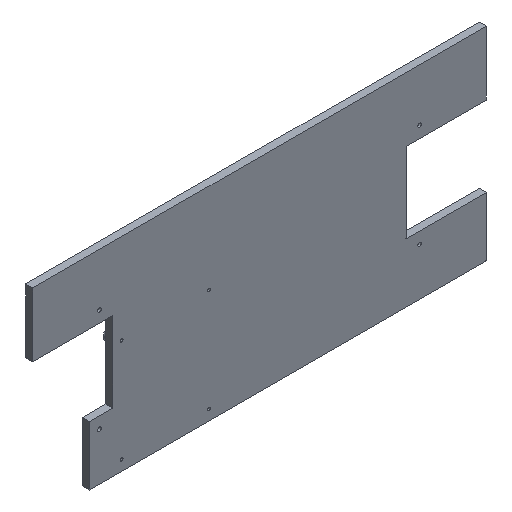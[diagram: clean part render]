
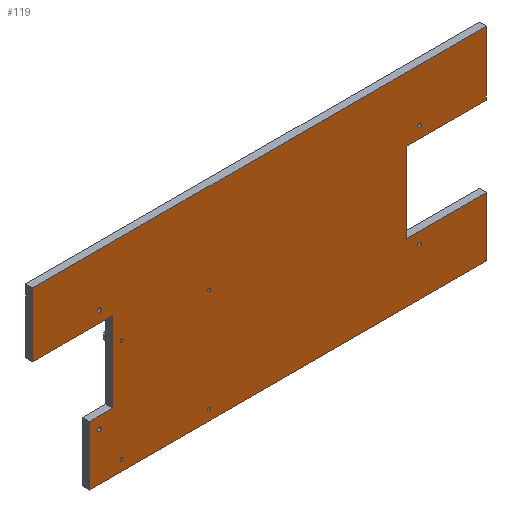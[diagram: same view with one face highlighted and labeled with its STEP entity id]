
A CAD part, isometric view. The second image highlights one B-rep face of the part: STEP entity #119.
In plain terms, the highlighted planar face has unit normal (0, -1, 0).
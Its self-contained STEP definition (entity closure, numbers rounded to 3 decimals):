
#22 = VERTEX_POINT('',#23);
#23 = CARTESIAN_POINT('',(82.5,4.,-22.5));
#40 = VERTEX_POINT('',#41);
#41 = CARTESIAN_POINT('',(82.5,4.,22.5));
#47 = EDGE_CURVE('',#22,#40,#48,.T.);
#48 = LINE('',#49,#50);
#49 = CARTESIAN_POINT('',(82.5,4.,-22.5));
#50 = VECTOR('',#51,1.);
#51 = DIRECTION('',(0.,0.,1.));
#71 = VERTEX_POINT('',#72);
#72 = CARTESIAN_POINT('',(127.5,4.,-22.5));
#78 = EDGE_CURVE('',#22,#71,#79,.T.);
#79 = LINE('',#80,#81);
#80 = CARTESIAN_POINT('',(82.5,4.,-22.5));
#81 = VECTOR('',#82,1.);
#82 = DIRECTION('',(1.,0.,0.));
#102 = VERTEX_POINT('',#103);
#103 = CARTESIAN_POINT('',(127.5,4.,22.5));
#109 = EDGE_CURVE('',#40,#102,#110,.T.);
#110 = LINE('',#111,#112);
#111 = CARTESIAN_POINT('',(82.5,4.,22.5));
#112 = VECTOR('',#113,1.);
#113 = DIRECTION('',(1.,0.,0.));
#119 = ADVANCED_FACE('',(#120,#195,#206,#217,#228,#239,#250,#261,#272),
  #283,.F.);
#120 = FACE_BOUND('',#121,.F.);
#121 = EDGE_LOOP('',(#122,#123,#124,#132,#140,#148,#156,#164,#172,#180,
    #188,#194));
#122 = ORIENTED_EDGE('',*,*,#47,.F.);
#123 = ORIENTED_EDGE('',*,*,#78,.T.);
#124 = ORIENTED_EDGE('',*,*,#125,.T.);
#125 = EDGE_CURVE('',#71,#126,#128,.T.);
#126 = VERTEX_POINT('',#127);
#127 = CARTESIAN_POINT('',(127.5,4.,-55.75));
#128 = LINE('',#129,#130);
#129 = CARTESIAN_POINT('',(127.5,4.,-22.5));
#130 = VECTOR('',#131,1.);
#131 = DIRECTION('',(0.,0.,-1.));
#132 = ORIENTED_EDGE('',*,*,#133,.F.);
#133 = EDGE_CURVE('',#134,#126,#136,.T.);
#134 = VERTEX_POINT('',#135);
#135 = CARTESIAN_POINT('',(-95.75,4.,-55.75));
#136 = LINE('',#137,#138);
#137 = CARTESIAN_POINT('',(-95.75,4.,-55.75));
#138 = VECTOR('',#139,1.);
#139 = DIRECTION('',(1.,0.,0.));
#140 = ORIENTED_EDGE('',*,*,#141,.F.);
#141 = EDGE_CURVE('',#142,#134,#144,.T.);
#142 = VERTEX_POINT('',#143);
#143 = CARTESIAN_POINT('',(-95.75,4.,-22.5));
#144 = LINE('',#145,#146);
#145 = CARTESIAN_POINT('',(-95.75,4.,-22.5));
#146 = VECTOR('',#147,1.);
#147 = DIRECTION('',(0.,0.,-1.));
#148 = ORIENTED_EDGE('',*,*,#149,.F.);
#149 = EDGE_CURVE('',#150,#142,#152,.T.);
#150 = VERTEX_POINT('',#151);
#151 = CARTESIAN_POINT('',(-82.5,4.,-22.5));
#152 = LINE('',#153,#154);
#153 = CARTESIAN_POINT('',(-82.5,4.,-22.5));
#154 = VECTOR('',#155,1.);
#155 = DIRECTION('',(-1.,0.,0.));
#156 = ORIENTED_EDGE('',*,*,#157,.F.);
#157 = EDGE_CURVE('',#158,#150,#160,.T.);
#158 = VERTEX_POINT('',#159);
#159 = CARTESIAN_POINT('',(-82.5,4.,22.5));
#160 = LINE('',#161,#162);
#161 = CARTESIAN_POINT('',(-82.5,4.,22.5));
#162 = VECTOR('',#163,1.);
#163 = DIRECTION('',(0.,0.,-1.));
#164 = ORIENTED_EDGE('',*,*,#165,.F.);
#165 = EDGE_CURVE('',#166,#158,#168,.T.);
#166 = VERTEX_POINT('',#167);
#167 = CARTESIAN_POINT('',(-127.5,4.,22.5));
#168 = LINE('',#169,#170);
#169 = CARTESIAN_POINT('',(-127.5,4.,22.5));
#170 = VECTOR('',#171,1.);
#171 = DIRECTION('',(1.,0.,0.));
#172 = ORIENTED_EDGE('',*,*,#173,.F.);
#173 = EDGE_CURVE('',#174,#166,#176,.T.);
#174 = VERTEX_POINT('',#175);
#175 = CARTESIAN_POINT('',(-127.5,4.,58.5));
#176 = LINE('',#177,#178);
#177 = CARTESIAN_POINT('',(-127.5,4.,58.5));
#178 = VECTOR('',#179,1.);
#179 = DIRECTION('',(0.,0.,-1.));
#180 = ORIENTED_EDGE('',*,*,#181,.F.);
#181 = EDGE_CURVE('',#182,#174,#184,.T.);
#182 = VERTEX_POINT('',#183);
#183 = CARTESIAN_POINT('',(127.5,4.,58.5));
#184 = LINE('',#185,#186);
#185 = CARTESIAN_POINT('',(127.5,4.,58.5));
#186 = VECTOR('',#187,1.);
#187 = DIRECTION('',(-1.,0.,0.));
#188 = ORIENTED_EDGE('',*,*,#189,.F.);
#189 = EDGE_CURVE('',#102,#182,#190,.T.);
#190 = LINE('',#191,#192);
#191 = CARTESIAN_POINT('',(127.5,4.,22.5));
#192 = VECTOR('',#193,1.);
#193 = DIRECTION('',(0.,0.,1.));
#194 = ORIENTED_EDGE('',*,*,#109,.F.);
#195 = FACE_BOUND('',#196,.F.);
#196 = EDGE_LOOP('',(#197));
#197 = ORIENTED_EDGE('',*,*,#198,.F.);
#198 = EDGE_CURVE('',#199,#199,#201,.T.);
#199 = VERTEX_POINT('',#200);
#200 = CARTESIAN_POINT('',(-78.25,4.,-50.));
#201 = CIRCLE('',#202,0.75);
#202 = AXIS2_PLACEMENT_3D('',#203,#204,#205);
#203 = CARTESIAN_POINT('',(-77.5,4.,-50.));
#204 = DIRECTION('',(0.,1.,0.));
#205 = DIRECTION('',(-1.,0.,0.));
#206 = FACE_BOUND('',#207,.F.);
#207 = EDGE_LOOP('',(#208));
#208 = ORIENTED_EDGE('',*,*,#209,.F.);
#209 = EDGE_CURVE('',#210,#210,#212,.T.);
#210 = VERTEX_POINT('',#211);
#211 = CARTESIAN_POINT('',(-91.,4.,-29.));
#212 = CIRCLE('',#213,1.);
#213 = AXIS2_PLACEMENT_3D('',#214,#215,#216);
#214 = CARTESIAN_POINT('',(-90.,4.,-29.));
#215 = DIRECTION('',(0.,1.,0.));
#216 = DIRECTION('',(-1.,0.,0.));
#217 = FACE_BOUND('',#218,.F.);
#218 = EDGE_LOOP('',(#219));
#219 = ORIENTED_EDGE('',*,*,#220,.F.);
#220 = EDGE_CURVE('',#221,#221,#223,.T.);
#221 = VERTEX_POINT('',#222);
#222 = CARTESIAN_POINT('',(-29.25,4.,-50.));
#223 = CIRCLE('',#224,0.75);
#224 = AXIS2_PLACEMENT_3D('',#225,#226,#227);
#225 = CARTESIAN_POINT('',(-28.5,4.,-50.));
#226 = DIRECTION('',(0.,1.,0.));
#227 = DIRECTION('',(-1.,0.,0.));
#228 = FACE_BOUND('',#229,.F.);
#229 = EDGE_LOOP('',(#230));
#230 = ORIENTED_EDGE('',*,*,#231,.F.);
#231 = EDGE_CURVE('',#232,#232,#234,.T.);
#232 = VERTEX_POINT('',#233);
#233 = CARTESIAN_POINT('',(-78.25,4.,8.));
#234 = CIRCLE('',#235,0.75);
#235 = AXIS2_PLACEMENT_3D('',#236,#237,#238);
#236 = CARTESIAN_POINT('',(-77.5,4.,8.));
#237 = DIRECTION('',(0.,1.,0.));
#238 = DIRECTION('',(-1.,0.,0.));
#239 = FACE_BOUND('',#240,.F.);
#240 = EDGE_LOOP('',(#241));
#241 = ORIENTED_EDGE('',*,*,#242,.F.);
#242 = EDGE_CURVE('',#243,#243,#245,.T.);
#243 = VERTEX_POINT('',#244);
#244 = CARTESIAN_POINT('',(-91.,4.,29.));
#245 = CIRCLE('',#246,1.);
#246 = AXIS2_PLACEMENT_3D('',#247,#248,#249);
#247 = CARTESIAN_POINT('',(-90.,4.,29.));
#248 = DIRECTION('',(0.,1.,0.));
#249 = DIRECTION('',(-1.,0.,0.));
#250 = FACE_BOUND('',#251,.F.);
#251 = EDGE_LOOP('',(#252));
#252 = ORIENTED_EDGE('',*,*,#253,.F.);
#253 = EDGE_CURVE('',#254,#254,#256,.T.);
#254 = VERTEX_POINT('',#255);
#255 = CARTESIAN_POINT('',(-29.25,4.,8.));
#256 = CIRCLE('',#257,0.75);
#257 = AXIS2_PLACEMENT_3D('',#258,#259,#260);
#258 = CARTESIAN_POINT('',(-28.5,4.,8.));
#259 = DIRECTION('',(0.,1.,0.));
#260 = DIRECTION('',(-1.,0.,0.));
#261 = FACE_BOUND('',#262,.F.);
#262 = EDGE_LOOP('',(#263));
#263 = ORIENTED_EDGE('',*,*,#264,.F.);
#264 = EDGE_CURVE('',#265,#265,#267,.T.);
#265 = VERTEX_POINT('',#266);
#266 = CARTESIAN_POINT('',(89.,4.,-29.));
#267 = CIRCLE('',#268,1.);
#268 = AXIS2_PLACEMENT_3D('',#269,#270,#271);
#269 = CARTESIAN_POINT('',(90.,4.,-29.));
#270 = DIRECTION('',(0.,1.,0.));
#271 = DIRECTION('',(-1.,0.,0.));
#272 = FACE_BOUND('',#273,.F.);
#273 = EDGE_LOOP('',(#274));
#274 = ORIENTED_EDGE('',*,*,#275,.F.);
#275 = EDGE_CURVE('',#276,#276,#278,.T.);
#276 = VERTEX_POINT('',#277);
#277 = CARTESIAN_POINT('',(89.,4.,29.));
#278 = CIRCLE('',#279,1.);
#279 = AXIS2_PLACEMENT_3D('',#280,#281,#282);
#280 = CARTESIAN_POINT('',(90.,4.,29.));
#281 = DIRECTION('',(0.,1.,0.));
#282 = DIRECTION('',(-1.,0.,0.));
#283 = PLANE('',#284);
#284 = AXIS2_PLACEMENT_3D('',#285,#286,#287);
#285 = CARTESIAN_POINT('',(9.299,4.,3.996));
#286 = DIRECTION('',(0.,1.,0.));
#287 = DIRECTION('',(0.,0.,1.));
